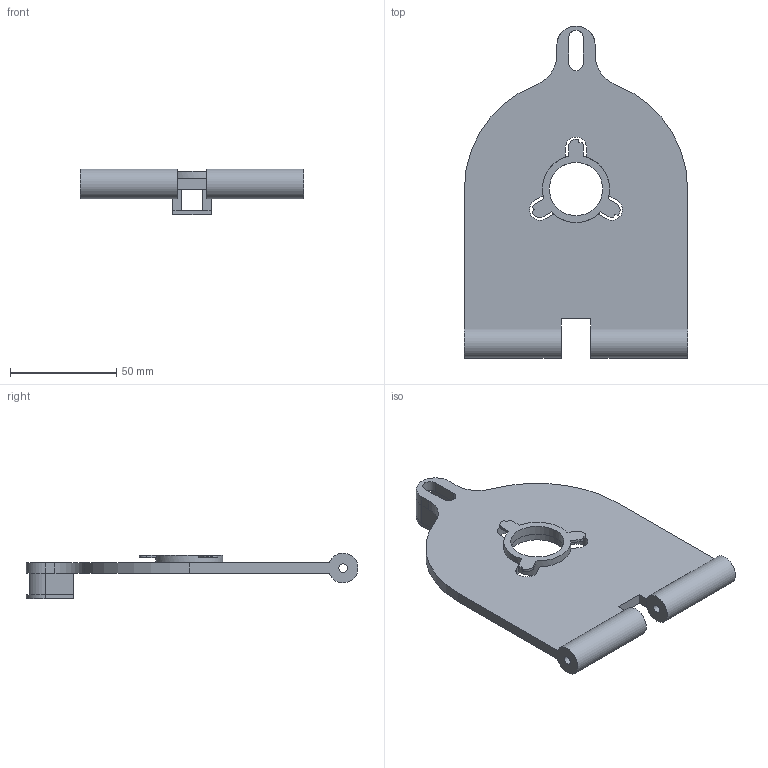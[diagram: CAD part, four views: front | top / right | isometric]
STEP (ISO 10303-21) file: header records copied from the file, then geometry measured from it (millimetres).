
FILE_DESCRIPTION(('FreeCAD Model'),'2;1');
FILE_NAME('Open CASCADE Shape Model','2025-12-28T19:46:16',(''),(''), 'Open CASCADE STEP processor 7.9','FreeCAD','Unknown');
FILE_SCHEMA(('AUTOMOTIVE_DESIGN { 1 0 10303 214 1 1 1 1 }'));
Length unit declared in the file: millimetre
Products named in the file (1): Body
Bounding box: 105 x 156.22 x 21.5 mm (x, y, z)
Volume: 69520.2 mm3; surface area: 32099.3 mm2
Topology: 1 solids, 1 shells, 88 faces, 249 edges, 160 vertices
Faces by surface type: plane 51, cylinder 37
Full cylindrical faces by diameter (mm): 4 x2, 25.06 x1, 27 x1, 31.6 x1
Entity records: 2912 total; most frequent: DIRECTION 512, CARTESIAN_POINT 499, ORIENTED_EDGE 498, EDGE_CURVE 249, AXIS2_PLACEMENT_3D 175, LINE 162, VECTOR 162, VERTEX_POINT 160
